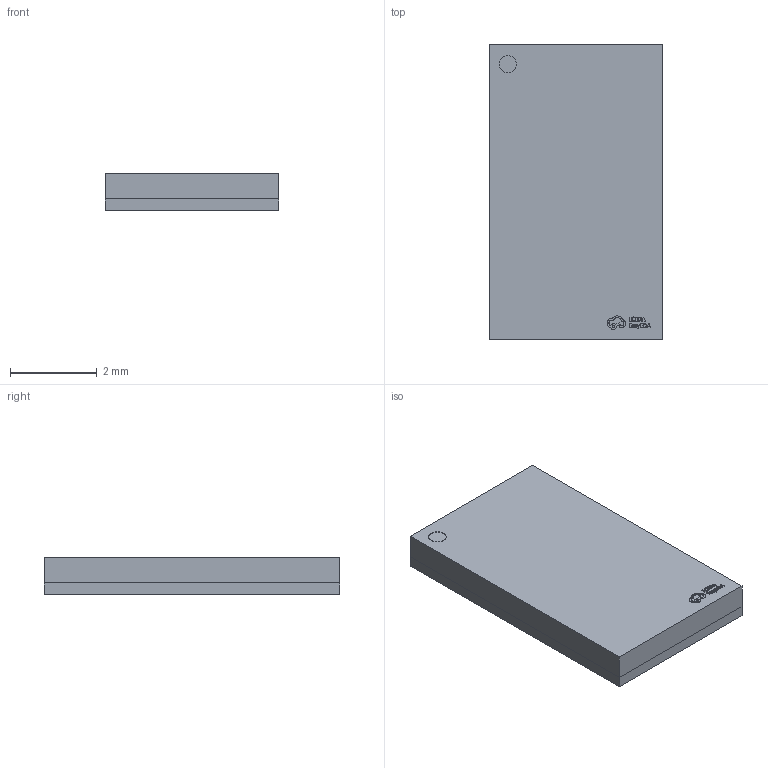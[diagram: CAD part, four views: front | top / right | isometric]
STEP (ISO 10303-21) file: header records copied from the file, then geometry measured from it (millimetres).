
FILE_DESCRIPTION (( 'STEP AP214' ), '1' );
FILE_NAME ('LGA-16_L6.8-W4.0-P0.65-TL-2EP.STEP', '2024-11-23T13:13:35', ( '' ), ( '' ), 'SwSTEP 2.0', 'SolidWorks 2020', '' );
FILE_SCHEMA (( 'AUTOMOTIVE_DESIGN' ));
Length unit declared in the file: millimetre
Products named in the file (1): LGA-16_L6.8-W4.0-P0.65-TL-2EP
Bounding box: 4 x 6.8 x 0.86 mm (x, y, z)
Volume: 23 mm3; surface area: 127.5 mm2
Topology: 2 solids, 2 shells, 329 faces, 861 edges, 574 vertices
Faces by surface type: plane 229, bspline 98, cylinder 2
Entity records: 14173 total; most frequent: CARTESIAN_POINT 3071, ORIENTED_EDGE 1722, DIRECTION 1129, EDGE_CURVE 861, VECTOR 657, LINE 657, VERTEX_POINT 574, EDGE_LOOP 367
